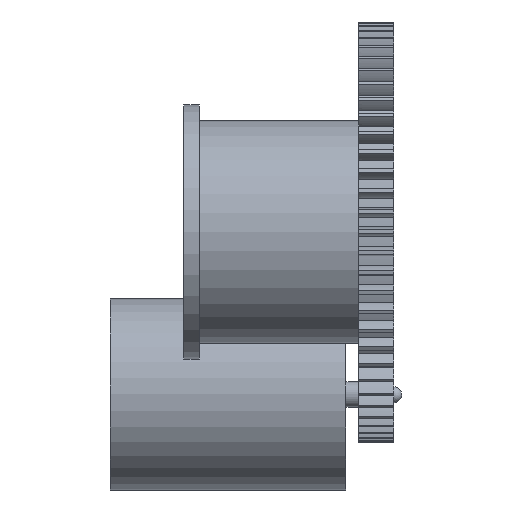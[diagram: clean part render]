
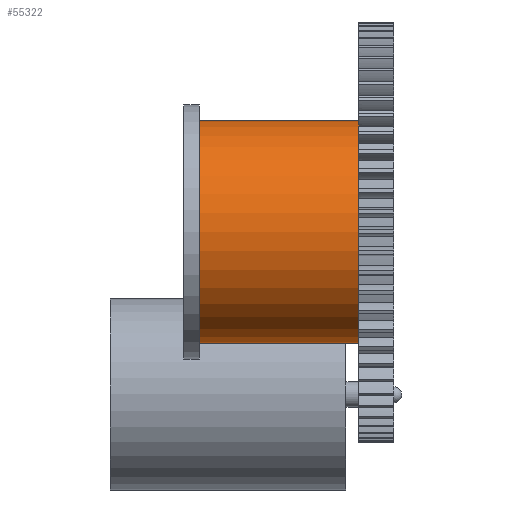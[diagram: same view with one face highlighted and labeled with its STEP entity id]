
A CAD part, top view. The second image highlights one B-rep face of the part: STEP entity #55322.
In plain terms, the highlighted cylindrical face has radius 3.5 mm (diameter 7 mm), a full revolution.
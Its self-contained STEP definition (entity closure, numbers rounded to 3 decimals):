
#6941 = PLANE('',#6942);
#6942 = AXIS2_PLACEMENT_3D('',#6943,#6944,#6945);
#6943 = CARTESIAN_POINT('',(-1.1,5.091,8.091));
#6944 = DIRECTION('',(1.,0.,0.));
#6945 = DIRECTION('',(0.,0.,-1.));
#41718 = EDGE_CURVE('',#41719,#41719,#41721,.T.);
#41719 = VERTEX_POINT('',#41720);
#41720 = CARTESIAN_POINT('',(-1.1,5.091,4.591));
#41721 = SURFACE_CURVE('',#41722,(#41727,#41734),.PCURVE_S1.);
#41722 = CIRCLE('',#41723,3.5);
#41723 = AXIS2_PLACEMENT_3D('',#41724,#41725,#41726);
#41724 = CARTESIAN_POINT('',(-1.1,5.091,8.091));
#41725 = DIRECTION('',(1.,-0.,0.));
#41726 = DIRECTION('',(0.,0.,-1.));
#41727 = PCURVE('',#6941,#41728);
#41728 = DEFINITIONAL_REPRESENTATION('',(#41729),#41733);
#41729 = CIRCLE('',#41730,3.5);
#41730 = AXIS2_PLACEMENT_2D('',#41731,#41732);
#41731 = CARTESIAN_POINT('',(0.,0.));
#41732 = DIRECTION('',(1.,0.));
#41733 = ( GEOMETRIC_REPRESENTATION_CONTEXT(2) 
PARAMETRIC_REPRESENTATION_CONTEXT() REPRESENTATION_CONTEXT('2D SPACE',''
  ) );
#41734 = PCURVE('',#41735,#41740);
#41735 = CYLINDRICAL_SURFACE('',#41736,3.5);
#41736 = AXIS2_PLACEMENT_3D('',#41737,#41738,#41739);
#41737 = CARTESIAN_POINT('',(-6.1,5.091,8.091));
#41738 = DIRECTION('',(1.,0.,0.));
#41739 = DIRECTION('',(0.,0.,-1.));
#41740 = DEFINITIONAL_REPRESENTATION('',(#41741),#41745);
#41741 = LINE('',#41742,#41743);
#41742 = CARTESIAN_POINT('',(0.,5.));
#41743 = VECTOR('',#41744,1.);
#41744 = DIRECTION('',(1.,0.));
#41745 = ( GEOMETRIC_REPRESENTATION_CONTEXT(2) 
PARAMETRIC_REPRESENTATION_CONTEXT() REPRESENTATION_CONTEXT('2D SPACE',''
  ) );
#55322 = ADVANCED_FACE('',(#55323),#41735,.T.);
#55323 = FACE_BOUND('',#55324,.T.);
#55324 = EDGE_LOOP('',(#55325,#55326,#55349,#55380));
#55325 = ORIENTED_EDGE('',*,*,#41718,.F.);
#55326 = ORIENTED_EDGE('',*,*,#55327,.F.);
#55327 = EDGE_CURVE('',#55328,#41719,#55330,.T.);
#55328 = VERTEX_POINT('',#55329);
#55329 = CARTESIAN_POINT('',(-6.1,5.091,4.591));
#55330 = SEAM_CURVE('',#55331,(#55335,#55342),.PCURVE_S1.);
#55331 = LINE('',#55332,#55333);
#55332 = CARTESIAN_POINT('',(-6.1,5.091,4.591));
#55333 = VECTOR('',#55334,1.);
#55334 = DIRECTION('',(1.,0.,0.));
#55335 = PCURVE('',#41735,#55336);
#55336 = DEFINITIONAL_REPRESENTATION('',(#55337),#55341);
#55337 = LINE('',#55338,#55339);
#55338 = CARTESIAN_POINT('',(6.283,-0.));
#55339 = VECTOR('',#55340,1.);
#55340 = DIRECTION('',(0.,1.));
#55341 = ( GEOMETRIC_REPRESENTATION_CONTEXT(2) 
PARAMETRIC_REPRESENTATION_CONTEXT() REPRESENTATION_CONTEXT('2D SPACE',''
  ) );
#55342 = PCURVE('',#41735,#55343);
#55343 = DEFINITIONAL_REPRESENTATION('',(#55344),#55348);
#55344 = LINE('',#55345,#55346);
#55345 = CARTESIAN_POINT('',(0.,-0.));
#55346 = VECTOR('',#55347,1.);
#55347 = DIRECTION('',(0.,1.));
#55348 = ( GEOMETRIC_REPRESENTATION_CONTEXT(2) 
PARAMETRIC_REPRESENTATION_CONTEXT() REPRESENTATION_CONTEXT('2D SPACE',''
  ) );
#55349 = ORIENTED_EDGE('',*,*,#55350,.T.);
#55350 = EDGE_CURVE('',#55328,#55328,#55351,.T.);
#55351 = SURFACE_CURVE('',#55352,(#55357,#55364),.PCURVE_S1.);
#55352 = CIRCLE('',#55353,3.5);
#55353 = AXIS2_PLACEMENT_3D('',#55354,#55355,#55356);
#55354 = CARTESIAN_POINT('',(-6.1,5.091,8.091));
#55355 = DIRECTION('',(1.,-0.,0.));
#55356 = DIRECTION('',(0.,0.,-1.));
#55357 = PCURVE('',#41735,#55358);
#55358 = DEFINITIONAL_REPRESENTATION('',(#55359),#55363);
#55359 = LINE('',#55360,#55361);
#55360 = CARTESIAN_POINT('',(0.,0.));
#55361 = VECTOR('',#55362,1.);
#55362 = DIRECTION('',(1.,0.));
#55363 = ( GEOMETRIC_REPRESENTATION_CONTEXT(2) 
PARAMETRIC_REPRESENTATION_CONTEXT() REPRESENTATION_CONTEXT('2D SPACE',''
  ) );
#55364 = PCURVE('',#55365,#55370);
#55365 = PLANE('',#55366);
#55366 = AXIS2_PLACEMENT_3D('',#55367,#55368,#55369);
#55367 = CARTESIAN_POINT('',(-6.1,5.091,8.091));
#55368 = DIRECTION('',(-1.,0.,0.));
#55369 = DIRECTION('',(0.,0.,1.));
#55370 = DEFINITIONAL_REPRESENTATION('',(#55371),#55379);
#55371 = ( BOUNDED_CURVE() B_SPLINE_CURVE(2,(#55372,#55373,#55374,#55375
    ,#55376,#55377,#55378),.UNSPECIFIED.,.T.,.F.) 
B_SPLINE_CURVE_WITH_KNOTS((1,2,2,2,2,1),(-2.094,0.,
    2.094,4.189,6.283,8.378),
.UNSPECIFIED.) CURVE() GEOMETRIC_REPRESENTATION_ITEM() 
RATIONAL_B_SPLINE_CURVE((1.,0.5,1.,0.5,1.,0.5,1.)) REPRESENTATION_ITEM(
  '') );
#55372 = CARTESIAN_POINT('',(-3.5,0.));
#55373 = CARTESIAN_POINT('',(-3.5,6.062));
#55374 = CARTESIAN_POINT('',(1.75,3.031));
#55375 = CARTESIAN_POINT('',(7.,0.));
#55376 = CARTESIAN_POINT('',(1.75,-3.031));
#55377 = CARTESIAN_POINT('',(-3.5,-6.062));
#55378 = CARTESIAN_POINT('',(-3.5,0.));
#55379 = ( GEOMETRIC_REPRESENTATION_CONTEXT(2) 
PARAMETRIC_REPRESENTATION_CONTEXT() REPRESENTATION_CONTEXT('2D SPACE',''
  ) );
#55380 = ORIENTED_EDGE('',*,*,#55327,.T.);
